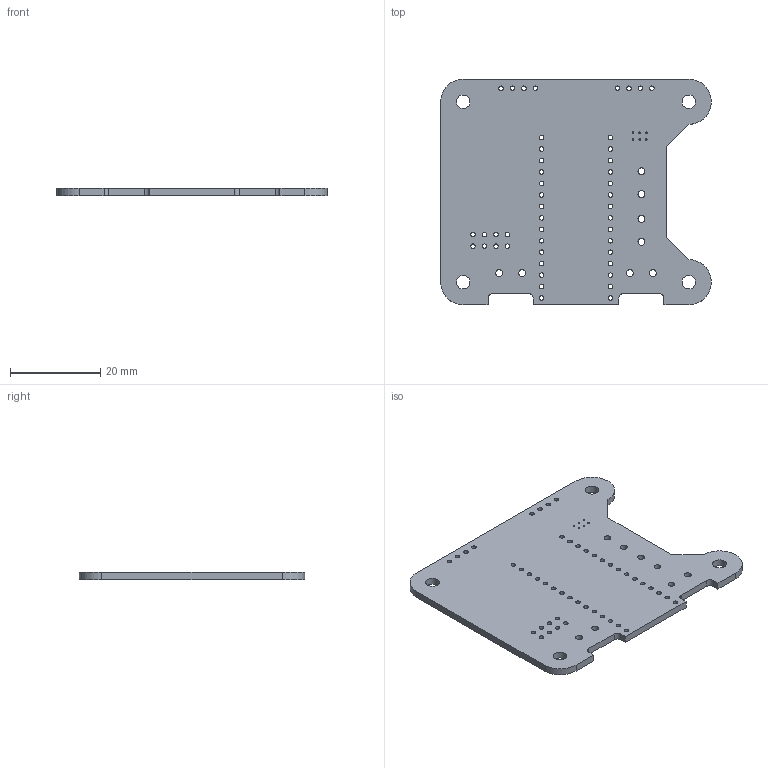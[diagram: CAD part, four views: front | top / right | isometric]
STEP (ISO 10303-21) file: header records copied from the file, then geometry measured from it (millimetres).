
FILE_DESCRIPTION(('KiCad electronic assembly'),'2;1');
FILE_NAME('SumoBotPCBA001.step','2023-02-05T07:26:27',('Pcbnew'),( 'Kicad'),'Open CASCADE STEP processor 7.6','KiCad to STEP converter' ,'Unknown');
FILE_SCHEMA(('AUTOMOTIVE_DESIGN { 1 0 10303 214 1 1 1 1 }'));
Length unit declared in the file: millimetre
Products named in the file (2): SumoBotPCBA001 1; _autosave-SumoBotPCBA001 PCB
Assembly tree (1 placements, depth 2):
  SumoBotPCBA001 1
    _autosave-SumoBotPCBA001 PCB
Bounding box: 60 x 50 x 1.6 mm (x, y, z)
Volume: 4102.8 mm3; surface area: 5858.4 mm2
Topology: 1 solids, 1 shells, 89 faces, 261 edges, 174 vertices
Faces by surface type: cylinder 73, plane 16
Full cylindrical faces by diameter (mm): 0.33 x6, 1 x46, 1.52 x8, 3 x4
Entity records: 7175 total; most frequent: CARTESIAN_POINT 1924, DIRECTION 965, ORIENTED_EDGE 522, PCURVE 522, DEFINITIONAL_REPRESENTATION 522, LINE 491, VECTOR 491, EDGE_CURVE 261
